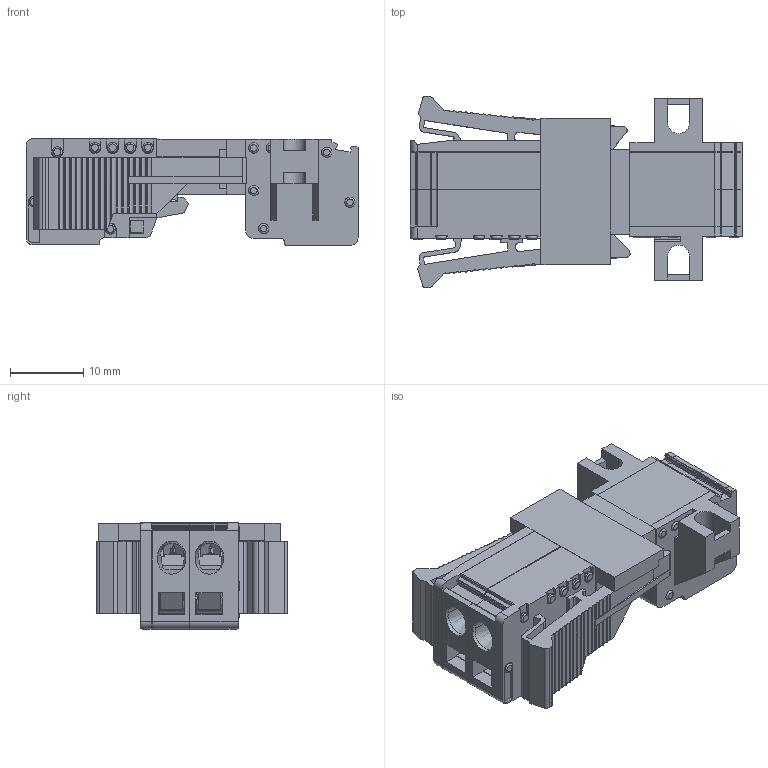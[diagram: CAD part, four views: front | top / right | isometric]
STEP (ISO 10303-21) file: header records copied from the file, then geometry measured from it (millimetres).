
FILE_DESCRIPTION(/* description */ ('Unknown'),/* implementation_level */ '2;1');
FILE_NAME(/* name */ 'DPSC5.08PM_2W_3D_MODEL_SOLID',/* time_stamp */ '2021-05-29T15:40:31+05:00',/* author */ ('Unknown'),/* organization */ ('Unknown'),/* preprocessor_version */ 'ST-DEVELOPER v16.7',/* originating_system */ 'DEX',/* authorisation */ $);
FILE_SCHEMA (('AUTOMOTIVE_DESIGN {1 0 10303 214 3 1 1}'));
Products named in the file (1): DPSC5.08PM_2W_3D_MODEL_SOLID
Bounding box: 45.25 x 26.05 x 14.5 mm (x, y, z)
Volume: 6477 mm3; surface area: 11590.5 mm2
Topology: 1 solids, 29 shells, 2129 faces, 6234 edges, 4100 vertices
Faces by surface type: plane 1402, cylinder 582, torus 93, bspline 46, cone 4, sphere 2
Full cylindrical faces by diameter (mm): 0.6 x11, 0.8 x1, 1.3 x45, 1.8 x2, 2.9 x2, 3.7 x2
Entity records: 85075 total; most frequent: CARTESIAN_POINT 13896, ORIENTED_EDGE 12102, DIRECTION 11210, EDGE_CURVE 6051, LINE 4404, VECTOR 4404, VERTEX_POINT 4029, AXIS2_PLACEMENT_3D 3403
